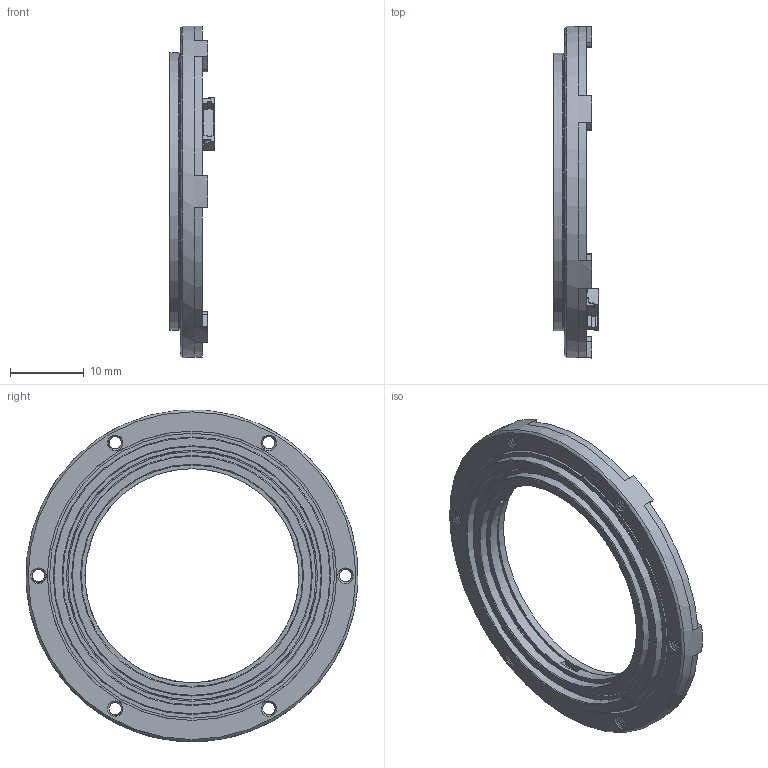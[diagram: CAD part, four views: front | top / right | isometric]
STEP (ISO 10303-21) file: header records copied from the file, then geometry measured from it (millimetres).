
FILE_DESCRIPTION (( 'STEP AP214' ), '1' );
FILE_NAME ('DPT-30B-35B-45.step', '2024-12-08T15:42:15', ( '' ), ( '' ), 'SwSTEP 2.0', 'SolidWorks 2022', '' );
FILE_SCHEMA (( 'AUTOMOTIVE_DESIGN' ));
Length unit declared in the file: millimetre
Products named in the file (1): DPT-30B-35B-45
Bounding box: 6.2 x 44.98 x 44.92 mm (x, y, z)
Volume: 2732.4 mm3; surface area: 6257 mm2
Topology: 7 solids, 7 shells, 581 faces, 1565 edges, 1030 vertices
Faces by surface type: plane 299, bspline 169, cylinder 92, cone 21
Full cylindrical faces by diameter (mm): 29 x1, 29.8 x1, 30 x1, 30.2 x1, 31.2 x2, 32.4 x1, 32.6 x1, 32.8 x2, 33.6 x1, 34 x1, 35 x1, 35.2 x1, 36.2 x2, 37.4 x1, 37.6 x1, 37.8 x2, 38.6 x1, 39.2 x1, 45 x1
Entity records: 28471 total; most frequent: CARTESIAN_POINT 11595, ORIENTED_EDGE 3012, DIRECTION 2219, EDGE_CURVE 1506, VERTEX_POINT 1015, VECTOR 905, LINE 905, EDGE_LOOP 681
